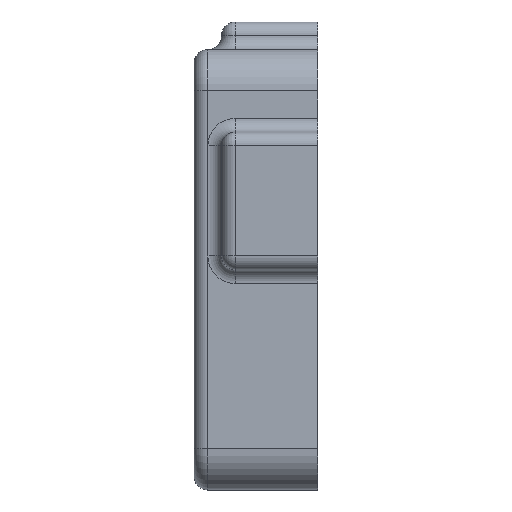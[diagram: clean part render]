
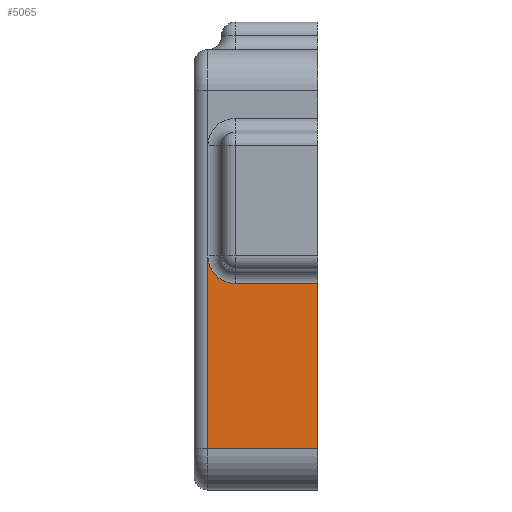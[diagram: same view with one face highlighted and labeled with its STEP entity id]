
A CAD part, left-side view. The second image highlights one B-rep face of the part: STEP entity #5065.
In plain terms, the highlighted planar face has unit normal (-1, 0, 0).
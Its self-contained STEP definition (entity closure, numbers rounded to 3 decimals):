
#102 = DIRECTION ( 'NONE',  ( -1., 0., 0. ) ) ;
#122 = DIRECTION ( 'NONE',  ( -1., 0., 0. ) ) ;
#137 = DIRECTION ( 'NONE',  ( 0., 1., 0. ) ) ;
#157 = DIRECTION ( 'NONE',  ( 0., 1., 0. ) ) ;
#201 = LINE ( 'NONE', #7097, #5037 ) ;
#219 = ORIENTED_EDGE ( 'NONE', *, *, #2544, .F. ) ;
#446 = LINE ( 'NONE', #6668, #1729 ) ;
#522 = LINE ( 'NONE', #1743, #5565 ) ;
#872 = EDGE_CURVE ( 'NONE', #7172, #3552, #446, .T. ) ;
#895 = ORIENTED_EDGE ( 'NONE', *, *, #6505, .F. ) ;
#1104 = CARTESIAN_POINT ( 'NONE',  ( -55., -45., -5. ) ) ;
#1487 = CARTESIAN_POINT ( 'NONE',  ( -55., -5., -65. ) ) ;
#1729 = VECTOR ( 'NONE', #2269, 1000. ) ;
#1743 = CARTESIAN_POINT ( 'NONE',  ( -55., -5., -80. ) ) ;
#1928 = PLANE ( 'NONE',  #6317 ) ;
#1992 = VERTEX_POINT ( 'NONE', #5996 ) ;
#2269 = DIRECTION ( 'NONE',  ( 0., -1., 0. ) ) ;
#2471 = CIRCLE ( 'NONE', #4398, 10. ) ;
#2544 = EDGE_CURVE ( 'NONE', #1992, #2558, #6950, .T. ) ;
#2558 = VERTEX_POINT ( 'NONE', #1487 ) ;
#2599 = EDGE_LOOP ( 'NONE', ( #895, #6176, #219, #4039, #5222 ) ) ;
#3552 = VERTEX_POINT ( 'NONE', #1104 ) ;
#4039 = ORIENTED_EDGE ( 'NONE', *, *, #5978, .F. ) ;
#4398 = AXIS2_PLACEMENT_3D ( 'NONE', #5651, #122, #7570 ) ;
#4663 = CARTESIAN_POINT ( 'NONE',  ( -55., -15., -5. ) ) ;
#5037 = VECTOR ( 'NONE', #6483, 1000. ) ;
#5065 = ADVANCED_FACE ( 'NONE', ( #5666 ), #1928, .T. ) ;
#5124 = CARTESIAN_POINT ( 'NONE',  ( -55., -5., -65. ) ) ;
#5222 = ORIENTED_EDGE ( 'NONE', *, *, #872, .F. ) ;
#5565 = VECTOR ( 'NONE', #6663, 1000. ) ;
#5651 = CARTESIAN_POINT ( 'NONE',  ( -55., -15., 5. ) ) ;
#5666 = FACE_OUTER_BOUND ( 'NONE', #2599, .T. ) ;
#5978 = EDGE_CURVE ( 'NONE', #3552, #1992, #201, .T. ) ;
#5996 = CARTESIAN_POINT ( 'NONE',  ( -55., -45., -65. ) ) ;
#6015 = VECTOR ( 'NONE', #157, 1000. ) ;
#6176 = ORIENTED_EDGE ( 'NONE', *, *, #6765, .F. ) ;
#6317 = AXIS2_PLACEMENT_3D ( 'NONE', #6850, #102, #137 ) ;
#6483 = DIRECTION ( 'NONE',  ( 0., 0., -1. ) ) ;
#6505 = EDGE_CURVE ( 'NONE', #6551, #7172, #2471, .T. ) ;
#6551 = VERTEX_POINT ( 'NONE', #6800 ) ;
#6663 = DIRECTION ( 'NONE',  ( 0., 0., 1. ) ) ;
#6668 = CARTESIAN_POINT ( 'NONE',  ( -55., 0., -5. ) ) ;
#6765 = EDGE_CURVE ( 'NONE', #2558, #6551, #522, .T. ) ;
#6800 = CARTESIAN_POINT ( 'NONE',  ( -55., -5., 5. ) ) ;
#6850 = CARTESIAN_POINT ( 'NONE',  ( -55., -10., 50. ) ) ;
#6950 = LINE ( 'NONE', #5124, #6015 ) ;
#7097 = CARTESIAN_POINT ( 'NONE',  ( -55., -45., -80. ) ) ;
#7172 = VERTEX_POINT ( 'NONE', #4663 ) ;
#7570 = DIRECTION ( 'NONE',  ( 0., 0., 1. ) ) ;
